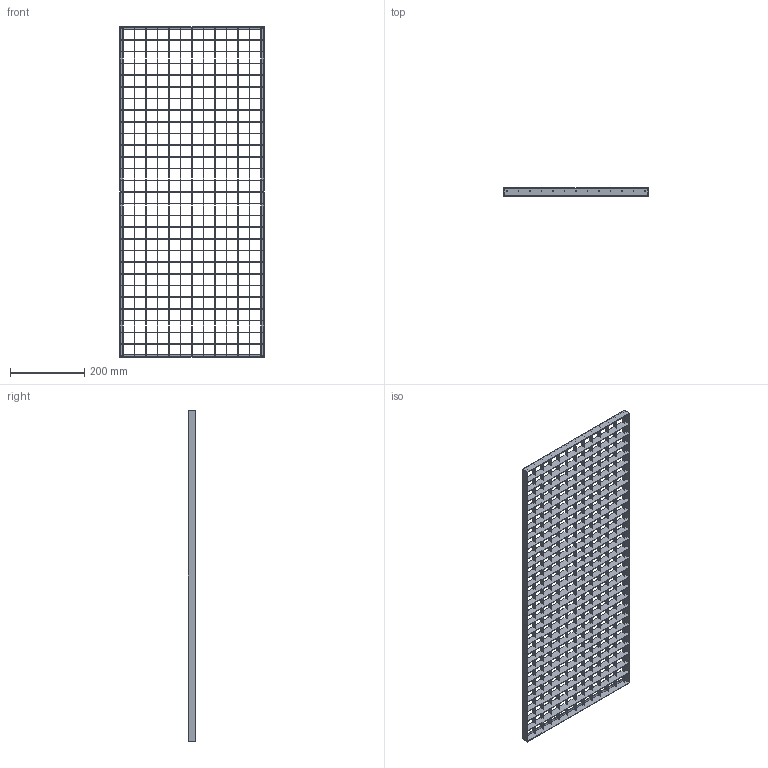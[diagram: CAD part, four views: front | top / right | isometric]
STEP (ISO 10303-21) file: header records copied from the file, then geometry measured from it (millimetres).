
FILE_DESCRIPTION (( 'STEP AP203' ), '1' );
FILE_NAME ('23-39893020-7.step', '2015-08-26T22:55:15', ( '' ), ( '' ), 'SwSTEP 2.0', 'SolidWorks 2015', '' );
FILE_SCHEMA (( 'CONFIG_CONTROL_DESIGN' ));
Length unit declared in the file: millimetre
Products named in the file (1): 23-39893020-7
Bounding box: 390 x 20 x 890 mm (x, y, z)
Volume: 553611 mm3; surface area: 820287 mm2
Topology: 1 solids, 1 shells, 1380 faces, 5216 edges, 3472 vertices
Faces by surface type: plane 1380
Entity records: 55422 total; most frequent: ORIENTED_EDGE 10432, CARTESIAN_POINT 10084, DIRECTION 7973, EDGE_CURVE 5216, VECTOR 5211, LINE 5211, VERTEX_POINT 3472, EDGE_LOOP 1798
